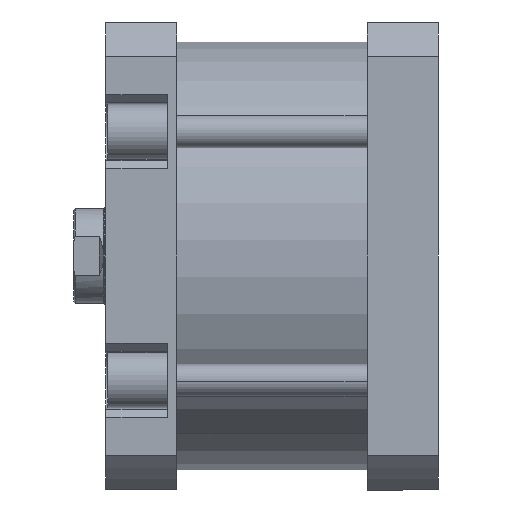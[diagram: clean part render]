
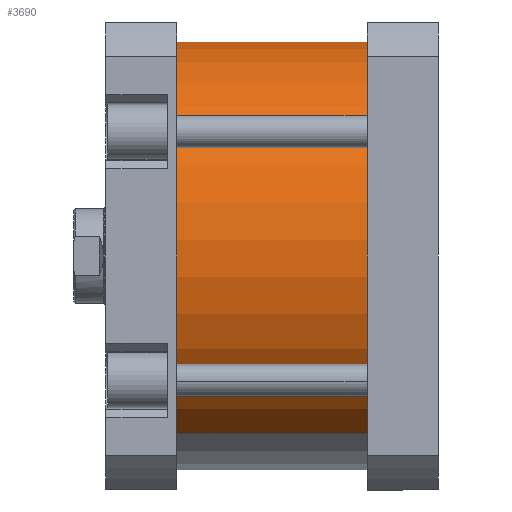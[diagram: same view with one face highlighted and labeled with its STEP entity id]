
A CAD part, front view. The second image highlights one B-rep face of the part: STEP entity #3690.
In plain terms, the highlighted cylindrical face has radius 66.5 mm (diameter 133 mm), a partial arc.
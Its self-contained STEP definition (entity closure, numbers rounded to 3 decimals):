
#139 = AXIS2_PLACEMENT_3D ( 'NONE', #677, #680, #690 ) ;
#169 = AXIS2_PLACEMENT_3D ( 'NONE', #5401, #5677, #5676 ) ;
#417 = DIRECTION ( 'NONE',  ( -1., 0., 0. ) ) ;
#677 = CARTESIAN_POINT ( 'NONE',  ( 0., 0., 59. ) ) ;
#680 = DIRECTION ( 'NONE',  ( 0., 0., 1. ) ) ;
#690 = DIRECTION ( 'NONE',  ( 1., 0., 0. ) ) ;
#1059 = DIRECTION ( 'NONE',  ( 0., 0., -1. ) ) ;
#1334 = CARTESIAN_POINT ( 'NONE',  ( 0., 0., 59. ) ) ;
#1584 = AXIS2_PLACEMENT_3D ( 'NONE', #1334, #1059, #417 ) ;
#1750 = CIRCLE ( 'NONE', #169, 66.5 ) ;
#1848 = CIRCLE ( 'NONE', #139, 66.5 ) ;
#2194 = EDGE_CURVE ( 'NONE', #4569, #5526, #3126, .T. ) ;
#2243 = EDGE_CURVE ( 'NONE', #4491, #4531, #2801, .T. ) ;
#2407 = EDGE_CURVE ( 'NONE', #5526, #4531, #1750, .T. ) ;
#2474 = EDGE_CURVE ( 'NONE', #4569, #4491, #1848, .T. ) ;
#2791 = VECTOR ( 'NONE', #4954, 1000. ) ;
#2801 = LINE ( 'NONE', #4786, #2804 ) ;
#2804 = VECTOR ( 'NONE', #4775, 1000. ) ;
#3126 = LINE ( 'NONE', #4957, #2791 ) ;
#3690 = ADVANCED_FACE ( 'NONE', ( #7322 ), #7327, .T. ) ;
#4114 = CARTESIAN_POINT ( 'NONE',  ( -66.5, 0., 59. ) ) ;
#4213 = CARTESIAN_POINT ( 'NONE',  ( -66.5, 0., 0. ) ) ;
#4245 = CARTESIAN_POINT ( 'NONE',  ( 66.5, 0., 0. ) ) ;
#4334 = CARTESIAN_POINT ( 'NONE',  ( 66.5, 0., 59. ) ) ;
#4491 = VERTEX_POINT ( 'NONE', #4334 ) ;
#4531 = VERTEX_POINT ( 'NONE', #4245 ) ;
#4569 = VERTEX_POINT ( 'NONE', #4114 ) ;
#4775 = DIRECTION ( 'NONE',  ( 0., 0., -1. ) ) ;
#4786 = CARTESIAN_POINT ( 'NONE',  ( 66.5, 0., 59. ) ) ;
#4954 = DIRECTION ( 'NONE',  ( 0., 0., -1. ) ) ;
#4957 = CARTESIAN_POINT ( 'NONE',  ( -66.5, 0., 59. ) ) ;
#5401 = CARTESIAN_POINT ( 'NONE',  ( 0., 0., 0. ) ) ;
#5526 = VERTEX_POINT ( 'NONE', #4213 ) ;
#5676 = DIRECTION ( 'NONE',  ( 1., 0., 0. ) ) ;
#5677 = DIRECTION ( 'NONE',  ( 0., 0., 1. ) ) ;
#6404 = EDGE_LOOP ( 'NONE', ( #6476, #6475, #6474, #6473 ) ) ;
#6473 = ORIENTED_EDGE ( 'NONE', *, *, #2407, .T. ) ;
#6474 = ORIENTED_EDGE ( 'NONE', *, *, #2194, .T. ) ;
#6475 = ORIENTED_EDGE ( 'NONE', *, *, #2474, .F. ) ;
#6476 = ORIENTED_EDGE ( 'NONE', *, *, #2243, .F. ) ;
#7322 = FACE_OUTER_BOUND ( 'NONE', #6404, .T. ) ;
#7327 = CYLINDRICAL_SURFACE ( 'NONE', #1584, 66.5 ) ;
